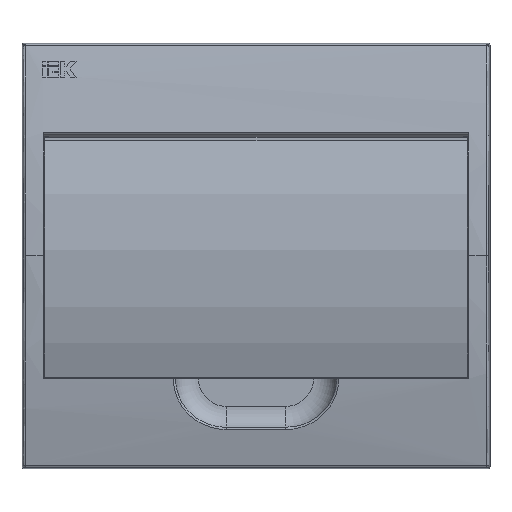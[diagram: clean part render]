
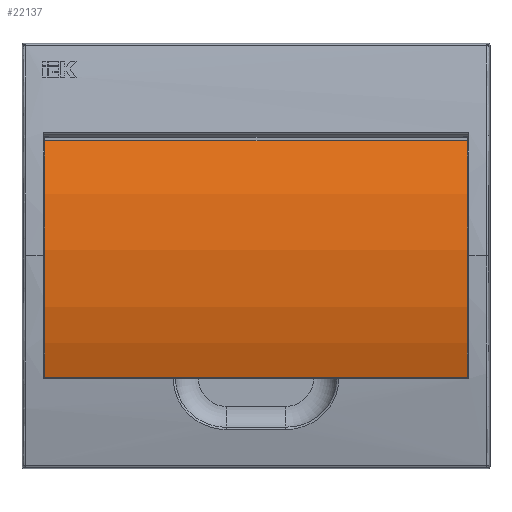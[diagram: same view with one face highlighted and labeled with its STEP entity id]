
A CAD part, top view. The second image highlights one B-rep face of the part: STEP entity #22137.
In plain terms, the highlighted cylindrical face has radius 164.613 mm (diameter 329.225 mm), a partial arc.
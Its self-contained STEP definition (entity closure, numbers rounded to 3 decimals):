
#748 = LINE ( 'NONE', #43426, #54011 ) ;
#3719 = CARTESIAN_POINT ( 'NONE',  ( 99.42, 54.066, 80.314 ) ) ;
#4133 = CARTESIAN_POINT ( 'NONE',  ( 99.199, -20.953, 92.824 ) ) ;
#4189 = VERTEX_POINT ( 'NONE', #29413 ) ;
#4714 = CARTESIAN_POINT ( 'NONE',  ( 99.43, -57.187, 79.522 ) ) ;
#6956 =( BOUNDED_CURVE ( )  B_SPLINE_CURVE ( 3, ( #57083, #8034, #12081, #43792 ),
 .UNSPECIFIED., .F., .F. ) 
 B_SPLINE_CURVE_WITH_KNOTS ( ( 4, 4 ),
 ( 2.802, 3.491 ),
 .UNSPECIFIED. ) 
 CURVE ( )  GEOMETRIC_REPRESENTATION_ITEM ( )  RATIONAL_B_SPLINE_CURVE ( ( 1., 0.961, 0.961, 1. ) ) 
 REPRESENTATION_ITEM ( '' )  );
#8034 = CARTESIAN_POINT ( 'NONE',  ( -99.195, 17.646, 93.099 ) ) ;
#8623 = VERTEX_POINT ( 'NONE', #11242 ) ;
#9283 = ORIENTED_EDGE ( 'NONE', *, *, #32649, .T. ) ;
#9874 = CYLINDRICAL_SURFACE ( 'NONE', #51941, 164.613 ) ;
#11242 = CARTESIAN_POINT ( 'NONE',  ( 99.42, 54.066, 80.314 ) ) ;
#12081 = CARTESIAN_POINT ( 'NONE',  ( -99.199, -20.953, 92.824 ) ) ;
#13003 = CARTESIAN_POINT ( 'NONE',  ( 99.5, 54.066, 80.314 ) ) ;
#13071 = DIRECTION ( 'NONE',  ( 0., -1., -0.002 ) ) ;
#13794 = ORIENTED_EDGE ( 'NONE', *, *, #23087, .F. ) ;
#14601 = VERTEX_POINT ( 'NONE', #47674 ) ;
#20485 = ORIENTED_EDGE ( 'NONE', *, *, #39102, .T. ) ;
#21972 = CARTESIAN_POINT ( 'NONE',  ( 99.195, 17.646, 93.099 ) ) ;
#22137 = ADVANCED_FACE ( 'NONE', ( #30849 ), #9874, .T. ) ;
#23087 = EDGE_CURVE ( 'NONE', #8623, #27316, #50120, .T. ) ;
#27316 = VERTEX_POINT ( 'NONE', #34897 ) ;
#29413 = CARTESIAN_POINT ( 'NONE',  ( -99.43, -57.187, 79.522 ) ) ;
#29886 = DIRECTION ( 'NONE',  ( -1., 0., 0. ) ) ;
#30849 = FACE_OUTER_BOUND ( 'NONE', #50206, .T. ) ;
#32649 = EDGE_CURVE ( 'NONE', #8623, #14601, #35316, .T. ) ;
#34603 = DIRECTION ( 'NONE',  ( -1., 0., 0. ) ) ;
#34897 = CARTESIAN_POINT ( 'NONE',  ( 99.43, -57.187, 79.522 ) ) ;
#35316 = LINE ( 'NONE', #13003, #43036 ) ;
#39102 = EDGE_CURVE ( 'NONE', #14601, #4189, #6956, .T. ) ;
#40593 = EDGE_CURVE ( 'NONE', #27316, #4189, #748, .T. ) ;
#43036 = VECTOR ( 'NONE', #57434, 1000. ) ;
#43426 = CARTESIAN_POINT ( 'NONE',  ( 99.43, -57.187, 79.522 ) ) ;
#43792 = CARTESIAN_POINT ( 'NONE',  ( -99.43, -57.187, 79.522 ) ) ;
#47674 = CARTESIAN_POINT ( 'NONE',  ( -99.42, 54.066, 80.314 ) ) ;
#50120 =( BOUNDED_CURVE ( )  B_SPLINE_CURVE ( 3, ( #3719, #21972, #4133, #4714 ),
 .UNSPECIFIED., .F., .F. ) 
 B_SPLINE_CURVE_WITH_KNOTS ( ( 4, 4 ),
 ( 5.944, 6.633 ),
 .UNSPECIFIED. ) 
 CURVE ( )  GEOMETRIC_REPRESENTATION_ITEM ( )  RATIONAL_B_SPLINE_CURVE ( ( 1., 0.961, 0.961, 1. ) ) 
 REPRESENTATION_ITEM ( '' )  );
#50206 = EDGE_LOOP ( 'NONE', ( #20485, #55612, #13794, #9283 ) ) ;
#51941 = AXIS2_PLACEMENT_3D ( 'NONE', #52293, #29886, #13071 ) ;
#52293 = CARTESIAN_POINT ( 'NONE',  ( 99.5, -0.457, -75.006 ) ) ;
#54011 = VECTOR ( 'NONE', #34603, 1000. ) ;
#55612 = ORIENTED_EDGE ( 'NONE', *, *, #40593, .F. ) ;
#57083 = CARTESIAN_POINT ( 'NONE',  ( -99.42, 54.066, 80.314 ) ) ;
#57434 = DIRECTION ( 'NONE',  ( -1., 0., 0. ) ) ;
